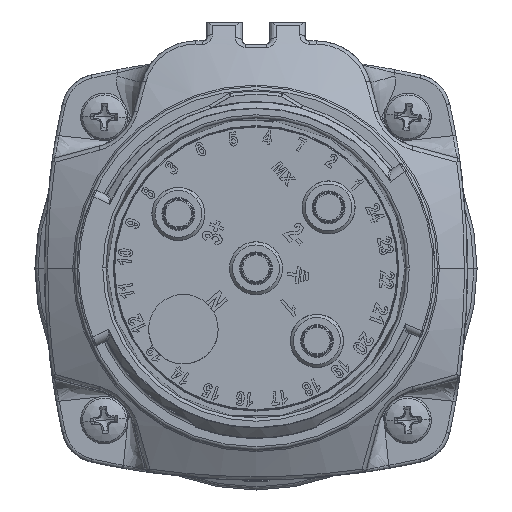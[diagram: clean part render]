
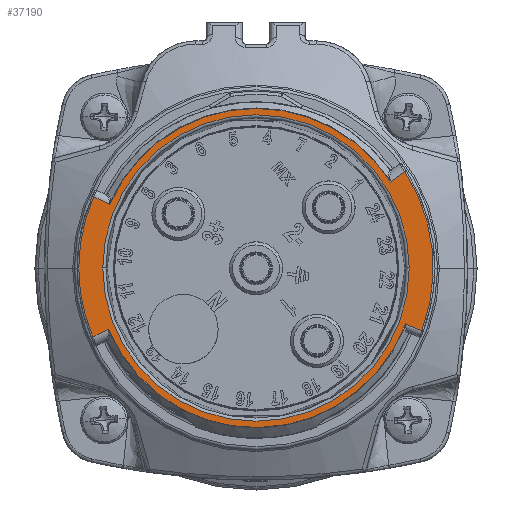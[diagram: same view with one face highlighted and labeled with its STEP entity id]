
A CAD part, top view. The second image highlights one B-rep face of the part: STEP entity #37190.
In plain terms, the highlighted planar face has unit normal (0, 0, 1).
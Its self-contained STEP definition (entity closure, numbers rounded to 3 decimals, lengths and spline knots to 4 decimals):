
#6402 = CARTESIAN_POINT ( 'NONE',  ( -0.9119, 0.3966, 1.9685 ) ) ;
#7082 = DIRECTION ( 'NONE',  ( 0., 0., 1. ) ) ;
#7972 = LINE ( 'NONE', #100483, #45722 ) ;
#11491 = CARTESIAN_POINT ( 'NONE',  ( 0.8378, 0.5357, 1.9685 ) ) ;
#12831 = DIRECTION ( 'NONE',  ( 0., 0., 1. ) ) ;
#21579 = DIRECTION ( 'NONE',  ( -1., 0., 0. ) ) ;
#22683 = FACE_BOUND ( 'NONE', #138729, .T. ) ;
#24348 = LINE ( 'NONE', #220006, #48254 ) ;
#24610 = VERTEX_POINT ( 'NONE', #76832 ) ;
#25831 = CARTESIAN_POINT ( 'NONE',  ( 0., 0., 1.9685 ) ) ;
#26777 = CIRCLE ( 'NONE', #79170, 1.1043 ) ;
#30264 = VERTEX_POINT ( 'NONE', #43677 ) ;
#30328 = AXIS2_PLACEMENT_3D ( 'NONE', #134480, #120337, #205945 ) ;
#32554 = CIRCLE ( 'NONE', #200838, 0.9944 ) ;
#33839 = DIRECTION ( 'NONE',  ( -1., 0., 0. ) ) ;
#34213 = EDGE_CURVE ( 'NONE', #128404, #182001, #135246, .T. ) ;
#35050 = EDGE_CURVE ( 'NONE', #106601, #135763, #75347, .T. ) ;
#36734 = LINE ( 'NONE', #160946, #112155 ) ;
#37190 = ADVANCED_FACE ( 'NONE', ( #76607, #22683 ), #77767, .F. ) ;
#43677 = CARTESIAN_POINT ( 'NONE',  ( -1.1043, 0., 1.9685 ) ) ;
#45473 = DIRECTION ( 'NONE',  ( -0.899, 0.438, 0. ) ) ;
#45722 = VECTOR ( 'NONE', #45473, 39.3701 ) ;
#45950 = VERTEX_POINT ( 'NONE', #121822 ) ;
#47142 = CIRCLE ( 'NONE', #151861, 1.1043 ) ;
#48254 = VECTOR ( 'NONE', #112238, 39.3701 ) ;
#48976 = ORIENTED_EDGE ( 'NONE', *, *, #92471, .T. ) ;
#49254 = EDGE_CURVE ( 'NONE', #151350, #90023, #59791, .T. ) ;
#49632 = EDGE_CURVE ( 'NONE', #74120, #168726, #24348, .T. ) ;
#51176 = ORIENTED_EDGE ( 'NONE', *, *, #49254, .T. ) ;
#52862 = CIRCLE ( 'NONE', #179982, 0.9546 ) ;
#59003 = DIRECTION ( 'NONE',  ( 0., -1., 0. ) ) ;
#59791 = LINE ( 'NONE', #147704, #119334 ) ;
#64102 = ORIENTED_EDGE ( 'NONE', *, *, #221826, .T. ) ;
#65400 = EDGE_CURVE ( 'NONE', #45950, #106601, #36734, .T. ) ;
#66750 = DIRECTION ( 'NONE',  ( -1., 0., 0. ) ) ;
#68360 = AXIS2_PLACEMENT_3D ( 'NONE', #102990, #231792, #33839 ) ;
#71847 = CARTESIAN_POINT ( 'NONE',  ( -0.9546, 0., 1.9685 ) ) ;
#74120 = VERTEX_POINT ( 'NONE', #217139 ) ;
#74658 = CARTESIAN_POINT ( 'NONE',  ( 0., 0., 1.9685 ) ) ;
#75347 = CIRCLE ( 'NONE', #153970, 0.9944 ) ;
#76607 = FACE_OUTER_BOUND ( 'NONE', #105305, .T. ) ;
#76832 = CARTESIAN_POINT ( 'NONE',  ( -1.0108, 0.4448, 1.9685 ) ) ;
#77767 = PLANE ( 'NONE',  #90389 ) ;
#79170 = AXIS2_PLACEMENT_3D ( 'NONE', #182127, #125935, #21579 ) ;
#85784 = EDGE_CURVE ( 'NONE', #135763, #24610, #7972, .T. ) ;
#90023 = VERTEX_POINT ( 'NONE', #210412 ) ;
#90389 = AXIS2_PLACEMENT_3D ( 'NONE', #224136, #148070, #59003 ) ;
#92471 = EDGE_CURVE ( 'NONE', #90023, #45950, #26777, .T. ) ;
#93380 = DIRECTION ( 'NONE',  ( 0., 0., 1. ) ) ;
#100315 = ORIENTED_EDGE ( 'NONE', *, *, #34213, .T. ) ;
#100483 = CARTESIAN_POINT ( 'NONE',  ( -1.0204, 0.4495, 1.9685 ) ) ;
#102244 = CARTESIAN_POINT ( 'NONE',  ( 0.9546, 0., 1.9685 ) ) ;
#102678 = CARTESIAN_POINT ( 'NONE',  ( -0.9181, -0.3821, 1.9685 ) ) ;
#102990 = CARTESIAN_POINT ( 'NONE',  ( 0., 0., 1.9685 ) ) ;
#103224 = ORIENTED_EDGE ( 'NONE', *, *, #219108, .T. ) ;
#105305 = EDGE_LOOP ( 'NONE', ( #186489, #153693, #64102, #111853, #178491, #51176, #48976, #139791, #190354 ) ) ;
#106601 = VERTEX_POINT ( 'NONE', #11491 ) ;
#111853 = ORIENTED_EDGE ( 'NONE', *, *, #49632, .T. ) ;
#112155 = VECTOR ( 'NONE', #143379, 39.3701 ) ;
#112238 = DIRECTION ( 'NONE',  ( 0.899, 0.438, 0. ) ) ;
#119334 = VECTOR ( 'NONE', #152334, 39.3701 ) ;
#120337 = DIRECTION ( 'NONE',  ( 0., 0., -1. ) ) ;
#121822 = CARTESIAN_POINT ( 'NONE',  ( 0.9269, 0.6004, 1.9685 ) ) ;
#125935 = DIRECTION ( 'NONE',  ( 0., 0., 1. ) ) ;
#128404 = VERTEX_POINT ( 'NONE', #102244 ) ;
#133640 = DIRECTION ( 'NONE',  ( -1., 0., 0. ) ) ;
#134480 = CARTESIAN_POINT ( 'NONE',  ( 0., 0., 1.9685 ) ) ;
#135246 = CIRCLE ( 'NONE', #30328, 0.9546 ) ;
#135763 = VERTEX_POINT ( 'NONE', #6402 ) ;
#138729 = EDGE_LOOP ( 'NONE', ( #103224, #100315 ) ) ;
#139791 = ORIENTED_EDGE ( 'NONE', *, *, #65400, .T. ) ;
#143379 = DIRECTION ( 'NONE',  ( -0.809, -0.588, 0. ) ) ;
#145608 = DIRECTION ( 'NONE',  ( 0., 0., -1. ) ) ;
#147704 = CARTESIAN_POINT ( 'NONE',  ( 1.0425, -0.3955, 1.9685 ) ) ;
#148070 = DIRECTION ( 'NONE',  ( 0., 0., -1. ) ) ;
#151350 = VERTEX_POINT ( 'NONE', #168075 ) ;
#151861 = AXIS2_PLACEMENT_3D ( 'NONE', #173376, #12831, #66750 ) ;
#152334 = DIRECTION ( 'NONE',  ( 0.921, -0.391, 0. ) ) ;
#153693 = ORIENTED_EDGE ( 'NONE', *, *, #185007, .T. ) ;
#153970 = AXIS2_PLACEMENT_3D ( 'NONE', #25831, #7082, #133640 ) ;
#160946 = CARTESIAN_POINT ( 'NONE',  ( 0.8405, 0.5377, 1.9685 ) ) ;
#163177 = DIRECTION ( 'NONE',  ( -1., 0., 0. ) ) ;
#163704 = DIRECTION ( 'NONE',  ( -1., 0., 0. ) ) ;
#168075 = CARTESIAN_POINT ( 'NONE',  ( 0.9314, -0.3483, 1.9685 ) ) ;
#168726 = VERTEX_POINT ( 'NONE', #102678 ) ;
#173376 = CARTESIAN_POINT ( 'NONE',  ( 0., 0., 1.9685 ) ) ;
#178491 = ORIENTED_EDGE ( 'NONE', *, *, #191661, .T. ) ;
#179982 = AXIS2_PLACEMENT_3D ( 'NONE', #219353, #145608, #163177 ) ;
#182001 = VERTEX_POINT ( 'NONE', #71847 ) ;
#182127 = CARTESIAN_POINT ( 'NONE',  ( 0., 0., 1.9685 ) ) ;
#185007 = EDGE_CURVE ( 'NONE', #24610, #30264, #47142, .T. ) ;
#186489 = ORIENTED_EDGE ( 'NONE', *, *, #85784, .T. ) ;
#190354 = ORIENTED_EDGE ( 'NONE', *, *, #35050, .T. ) ;
#191661 = EDGE_CURVE ( 'NONE', #168726, #151350, #32554, .T. ) ;
#200838 = AXIS2_PLACEMENT_3D ( 'NONE', #74658, #93380, #163704 ) ;
#205945 = DIRECTION ( 'NONE',  ( -1., 0., 0. ) ) ;
#210412 = CARTESIAN_POINT ( 'NONE',  ( 1.0327, -0.3913, 1.9685 ) ) ;
#214372 = CIRCLE ( 'NONE', #68360, 1.1043 ) ;
#217139 = CARTESIAN_POINT ( 'NONE',  ( -1.017, -0.4303, 1.9685 ) ) ;
#219108 = EDGE_CURVE ( 'NONE', #182001, #128404, #52862, .T. ) ;
#219353 = CARTESIAN_POINT ( 'NONE',  ( 0., 0., 1.9685 ) ) ;
#220006 = CARTESIAN_POINT ( 'NONE',  ( -0.9211, -0.3836, 1.9685 ) ) ;
#221826 = EDGE_CURVE ( 'NONE', #30264, #74120, #214372, .T. ) ;
#224136 = CARTESIAN_POINT ( 'NONE',  ( 0., 0., 1.9685 ) ) ;
#231792 = DIRECTION ( 'NONE',  ( 0., 0., 1. ) ) ;
